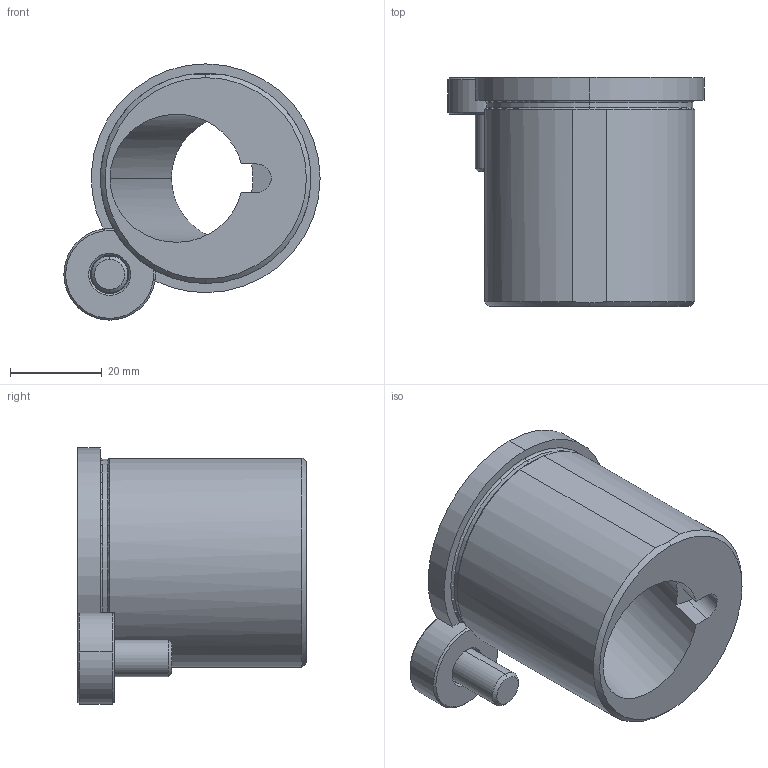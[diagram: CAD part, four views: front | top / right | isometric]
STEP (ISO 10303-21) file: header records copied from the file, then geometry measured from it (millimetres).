
FILE_DESCRIPTION (( 'STEP AP214' ), '1' );
FILE_NAME ('GR465050-15.STEP', '2014-06-13T14:36:40', ( '' ), ( '' ), 'SwSTEP 2.0', 'SolidWorks 2014', '' );
FILE_SCHEMA (( 'AUTOMOTIVE_DESIGN' ));
Length unit declared in the file: millimetre
Products named in the file (4): 9GR465050-15; GR465050-15; socket countersunk head screw_din_DIN 7991 - M8 x 20 --- 20N; 9TS2008M8
Assembly tree (3 placements, depth 2):
  GR465050-15
    9GR465050-15
    9TS2008M8
    socket countersunk head screw_din_DIN 7991 - M8 x 20 --- 20N
Bounding box: 55.99 x 50 x 55.99 mm (x, y, z)
Volume: 54415.2 mm3; surface area: 16721.8 mm2
Topology: 3 solids, 3 shells, 74 faces, 171 edges, 103 vertices
Faces by surface type: cylinder 25, plane 25, cone 16, torus 8
Entity records: 2276 total; most frequent: CARTESIAN_POINT 420, DIRECTION 394, ORIENTED_EDGE 338, EDGE_CURVE 169, AXIS2_PLACEMENT_3D 159, VERTEX_POINT 103, EDGE_LOOP 80, CIRCLE 79
